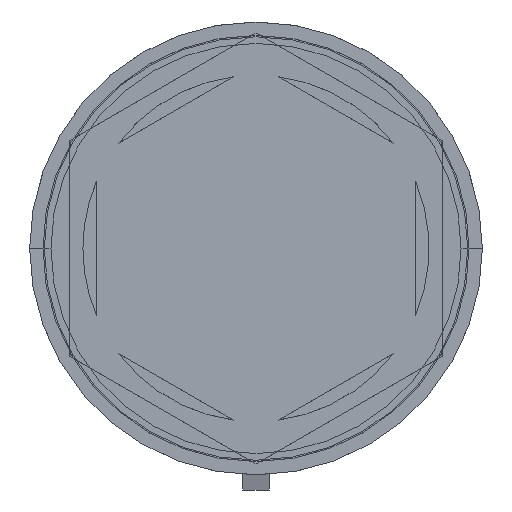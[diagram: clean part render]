
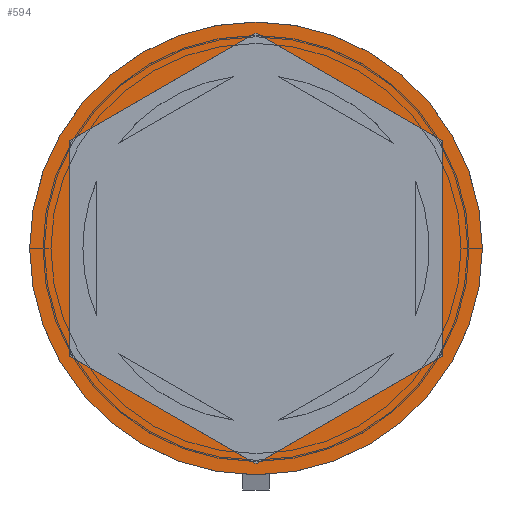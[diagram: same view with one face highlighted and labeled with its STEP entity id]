
A CAD part, top view. The second image highlights one B-rep face of the part: STEP entity #594.
In plain terms, the highlighted planar face has unit normal (0, 0, 1).
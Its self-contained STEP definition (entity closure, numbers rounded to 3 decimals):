
#11 = EDGE_CURVE ( 'NONE', #1078, #1908, #2465, .T. ) ;
#54 = VERTEX_POINT ( 'NONE', #341 ) ;
#115 = EDGE_CURVE ( 'NONE', #1282, #814, #1276, .T. ) ;
#149 = VECTOR ( 'NONE', #1386, 1000. ) ;
#154 = FACE_BOUND ( 'NONE', #2419, .T. ) ;
#213 = VECTOR ( 'NONE', #2386, 1000. ) ;
#341 = CARTESIAN_POINT ( 'NONE',  ( 0., 8.083, 0. ) ) ;
#522 = ORIENTED_EDGE ( 'NONE', *, *, #11, .T. ) ;
#556 = CIRCLE ( 'NONE', #757, 8.5 ) ;
#584 = CARTESIAN_POINT ( 'NONE',  ( 7., 4.041, 0. ) ) ;
#594 = ADVANCED_FACE ( 'NONE', ( #154, #2243 ), #1909, .T. ) ;
#637 = DIRECTION ( 'NONE',  ( 0., 0., 1. ) ) ;
#670 = EDGE_CURVE ( 'NONE', #1333, #54, #2122, .T. ) ;
#716 = EDGE_LOOP ( 'NONE', ( #522, #2019 ) ) ;
#757 = AXIS2_PLACEMENT_3D ( 'NONE', #1008, #637, #2023 ) ;
#798 = CARTESIAN_POINT ( 'NONE',  ( 8.5, 0., 0. ) ) ;
#814 = VERTEX_POINT ( 'NONE', #946 ) ;
#843 = ORIENTED_EDGE ( 'NONE', *, *, #2024, .F. ) ;
#913 = VECTOR ( 'NONE', #2475, 1000. ) ;
#944 = LINE ( 'NONE', #1864, #2482 ) ;
#946 = CARTESIAN_POINT ( 'NONE',  ( 0., -8.083, 0. ) ) ;
#980 = DIRECTION ( 'NONE',  ( -0.866, 0.5, 0. ) ) ;
#1008 = CARTESIAN_POINT ( 'NONE',  ( 0., 0., 0. ) ) ;
#1023 = CARTESIAN_POINT ( 'NONE',  ( -7., 4.041, 0. ) ) ;
#1061 = VERTEX_POINT ( 'NONE', #1759 ) ;
#1078 = VERTEX_POINT ( 'NONE', #798 ) ;
#1094 = CARTESIAN_POINT ( 'NONE',  ( 7., 4.041, 0. ) ) ;
#1188 = ORIENTED_EDGE ( 'NONE', *, *, #670, .F. ) ;
#1276 = LINE ( 'NONE', #1669, #213 ) ;
#1282 = VERTEX_POINT ( 'NONE', #1490 ) ;
#1333 = VERTEX_POINT ( 'NONE', #1094 ) ;
#1386 = DIRECTION ( 'NONE',  ( 0.866, 0.5, 0. ) ) ;
#1432 = VECTOR ( 'NONE', #1609, 1000. ) ;
#1490 = CARTESIAN_POINT ( 'NONE',  ( -7., -4.041, 0. ) ) ;
#1508 = DIRECTION ( 'NONE',  ( -0.866, -0.5, 0. ) ) ;
#1555 = CARTESIAN_POINT ( 'NONE',  ( 0., -8.083, 0. ) ) ;
#1588 = ORIENTED_EDGE ( 'NONE', *, *, #115, .F. ) ;
#1609 = DIRECTION ( 'NONE',  ( 0., -1., 0. ) ) ;
#1669 = CARTESIAN_POINT ( 'NONE',  ( -7., -4.041, 0. ) ) ;
#1678 = CARTESIAN_POINT ( 'NONE',  ( 7., -4.041, 0. ) ) ;
#1759 = CARTESIAN_POINT ( 'NONE',  ( -7., 4.041, 0. ) ) ;
#1810 = LINE ( 'NONE', #1023, #1432 ) ;
#1849 = VECTOR ( 'NONE', #980, 1000. ) ;
#1864 = CARTESIAN_POINT ( 'NONE',  ( 0., 8.083, 0. ) ) ;
#1893 = DIRECTION ( 'NONE',  ( 0., 0., 1. ) ) ;
#1904 = EDGE_CURVE ( 'NONE', #1061, #1282, #1810, .T. ) ;
#1908 = VERTEX_POINT ( 'NONE', #1984 ) ;
#1909 = PLANE ( 'NONE',  #2292 ) ;
#1976 = ORIENTED_EDGE ( 'NONE', *, *, #1904, .F. ) ;
#1984 = CARTESIAN_POINT ( 'NONE',  ( -8.5, 0., 0. ) ) ;
#2019 = ORIENTED_EDGE ( 'NONE', *, *, #2269, .T. ) ;
#2023 = DIRECTION ( 'NONE',  ( 1., 0., 0. ) ) ;
#2024 = EDGE_CURVE ( 'NONE', #54, #1061, #944, .T. ) ;
#2037 = CARTESIAN_POINT ( 'NONE',  ( 0., 0., 0. ) ) ;
#2108 = EDGE_CURVE ( 'NONE', #814, #2486, #2479, .T. ) ;
#2111 = CARTESIAN_POINT ( 'NONE',  ( 0., 0., 0. ) ) ;
#2122 = LINE ( 'NONE', #584, #1849 ) ;
#2222 = CARTESIAN_POINT ( 'NONE',  ( 7., -4.041, 0. ) ) ;
#2243 = FACE_OUTER_BOUND ( 'NONE', #716, .T. ) ;
#2269 = EDGE_CURVE ( 'NONE', #1908, #1078, #556, .T. ) ;
#2292 = AXIS2_PLACEMENT_3D ( 'NONE', #2111, #1893, #2487 ) ;
#2302 = AXIS2_PLACEMENT_3D ( 'NONE', #2037, #2399, #2429 ) ;
#2335 = ORIENTED_EDGE ( 'NONE', *, *, #2451, .F. ) ;
#2386 = DIRECTION ( 'NONE',  ( 0.866, -0.5, 0. ) ) ;
#2387 = ORIENTED_EDGE ( 'NONE', *, *, #2108, .F. ) ;
#2399 = DIRECTION ( 'NONE',  ( 0., 0., 1. ) ) ;
#2419 = EDGE_LOOP ( 'NONE', ( #1188, #2335, #2387, #1588, #1976, #843 ) ) ;
#2429 = DIRECTION ( 'NONE',  ( 1., 0., 0. ) ) ;
#2435 = LINE ( 'NONE', #1678, #913 ) ;
#2451 = EDGE_CURVE ( 'NONE', #2486, #1333, #2435, .T. ) ;
#2465 = CIRCLE ( 'NONE', #2302, 8.5 ) ;
#2475 = DIRECTION ( 'NONE',  ( 0., 1., 0. ) ) ;
#2479 = LINE ( 'NONE', #1555, #149 ) ;
#2482 = VECTOR ( 'NONE', #1508, 1000. ) ;
#2486 = VERTEX_POINT ( 'NONE', #2222 ) ;
#2487 = DIRECTION ( 'NONE',  ( 1., 0., 0. ) ) ;
